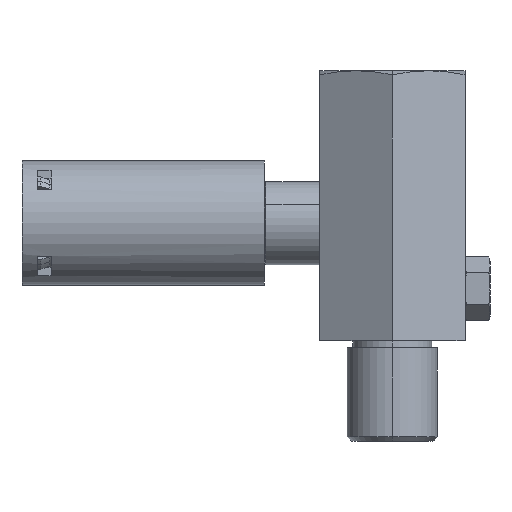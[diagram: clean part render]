
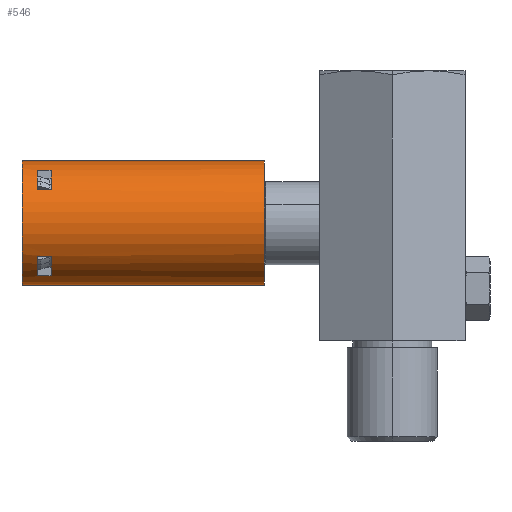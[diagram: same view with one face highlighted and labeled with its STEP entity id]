
A CAD part, top view. The second image highlights one B-rep face of the part: STEP entity #546.
In plain terms, the highlighted cylindrical face has radius 9 mm (diameter 18 mm), a partial arc.
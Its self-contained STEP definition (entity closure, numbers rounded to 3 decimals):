
#546=ADVANCED_FACE('',(#1208,#1209,#1210),#1211,.T.);
#1208=FACE_OUTER_BOUND('',#1998,.T.);
#1209=FACE_BOUND('',#1999,.T.);
#1210=FACE_BOUND('',#2000,.T.);
#1211=CYLINDRICAL_SURFACE('',#2001,9.0);
#1998=EDGE_LOOP('',(#3531,#3532,#3533,#3534));
#1999=EDGE_LOOP('',(#3535,#3536,#3537,#3538));
#2000=EDGE_LOOP('',(#3539,#3540,#3541,#3542));
#2001=AXIS2_PLACEMENT_3D('',#3543,#3544,#3545);
#3531=ORIENTED_EDGE('',*,*,#4944,.F.);
#3532=ORIENTED_EDGE('',*,*,#4948,.F.);
#3533=ORIENTED_EDGE('',*,*,#4946,.T.);
#3534=ORIENTED_EDGE('',*,*,#4949,.T.);
#3535=ORIENTED_EDGE('',*,*,#4950,.F.);
#3536=ORIENTED_EDGE('',*,*,#4951,.T.);
#3537=ORIENTED_EDGE('',*,*,#4952,.T.);
#3538=ORIENTED_EDGE('',*,*,#4953,.F.);
#3539=ORIENTED_EDGE('',*,*,#4954,.F.);
#3540=ORIENTED_EDGE('',*,*,#4955,.T.);
#3541=ORIENTED_EDGE('',*,*,#4956,.T.);
#3542=ORIENTED_EDGE('',*,*,#4957,.F.);
#3543=CARTESIAN_POINT('',(-19.5,17.0,0.));
#3544=DIRECTION('',(-1.0,0.,0.));
#3545=DIRECTION('',(0.,1.0,0.));
#4944=EDGE_CURVE('',#5955,#5958,#5959,.T.);
#4946=EDGE_CURVE('',#5956,#5960,#5962,.T.);
#4948=EDGE_CURVE('',#5956,#5955,#5964,.T.);
#4949=EDGE_CURVE('',#5960,#5958,#5965,.T.);
#4950=EDGE_CURVE('',#5966,#5967,#5968,.T.);
#4951=EDGE_CURVE('',#5966,#5969,#5970,.T.);
#4952=EDGE_CURVE('',#5969,#5971,#5972,.T.);
#4953=EDGE_CURVE('',#5967,#5971,#5973,.T.);
#4954=EDGE_CURVE('',#5974,#5975,#5976,.T.);
#4955=EDGE_CURVE('',#5974,#5977,#5978,.T.);
#4956=EDGE_CURVE('',#5977,#5979,#5980,.T.);
#4957=EDGE_CURVE('',#5975,#5979,#5981,.T.);
#5955=VERTEX_POINT('',#8163);
#5956=VERTEX_POINT('',#8164);
#5958=VERTEX_POINT('',#8166);
#5959=LINE('',#8167,#8168);
#5960=VERTEX_POINT('',#8169);
#5962=LINE('',#8171,#8172);
#5964=CIRCLE('',#8174,9.0);
#5965=CIRCLE('',#8175,9.0);
#5966=VERTEX_POINT('',#8176);
#5967=VERTEX_POINT('',#8177);
#5968=CIRCLE('',#8178,9.0);
#5969=VERTEX_POINT('',#8179);
#5970=LINE('',#8180,#8181);
#5971=VERTEX_POINT('',#8182);
#5972=CIRCLE('',#8183,9.0);
#5973=LINE('',#8184,#8185);
#5974=VERTEX_POINT('',#8186);
#5975=VERTEX_POINT('',#8187);
#5976=CIRCLE('',#8188,9.0);
#5977=VERTEX_POINT('',#8189);
#5978=LINE('',#8190,#8191);
#5979=VERTEX_POINT('',#8192);
#5980=CIRCLE('',#8193,9.0);
#5981=LINE('',#8194,#8195);
#8163=CARTESIAN_POINT('',(-18.5,8.0,0.));
#8164=CARTESIAN_POINT('',(-18.5,26.0,0.));
#8166=CARTESIAN_POINT('',(-53.5,8.0,0.));
#8167=CARTESIAN_POINT('',(-19.5,8.0,0.));
#8168=VECTOR('',#9368,1000.0);
#8169=CARTESIAN_POINT('',(-53.5,26.0,0.));
#8171=CARTESIAN_POINT('',(-19.5,26.0,0.));
#8172=VECTOR('',#9372,1000.0);
#8174=AXIS2_PLACEMENT_3D('',#9373,#9374,#9375);
#8175=AXIS2_PLACEMENT_3D('',#9376,#9377,#9378);
#8176=CARTESIAN_POINT('',(-49.3,21.8,7.613));
#8177=CARTESIAN_POINT('',(-49.3,24.613,4.8));
#8178=AXIS2_PLACEMENT_3D('',#9379,#9380,#9381);
#8179=CARTESIAN_POINT('',(-51.3,21.8,7.613));
#8180=CARTESIAN_POINT('',(-19.5,21.8,7.613));
#8181=VECTOR('',#9382,1000.0);
#8182=CARTESIAN_POINT('',(-51.3,24.613,4.8));
#8183=AXIS2_PLACEMENT_3D('',#9383,#9384,#9385);
#8184=CARTESIAN_POINT('',(-19.5,24.613,4.8));
#8185=VECTOR('',#9386,1000.0);
#8186=CARTESIAN_POINT('',(-49.3,9.387,4.8));
#8187=CARTESIAN_POINT('',(-49.3,12.2,7.613));
#8188=AXIS2_PLACEMENT_3D('',#9387,#9388,#9389);
#8189=CARTESIAN_POINT('',(-51.3,9.387,4.8));
#8190=CARTESIAN_POINT('',(-19.5,9.387,4.8));
#8191=VECTOR('',#9390,1000.0);
#8192=CARTESIAN_POINT('',(-51.3,12.2,7.613));
#8193=AXIS2_PLACEMENT_3D('',#9391,#9392,#9393);
#8194=CARTESIAN_POINT('',(-19.5,12.2,7.613));
#8195=VECTOR('',#9394,1000.0);
#9368=DIRECTION('',(-1.0,0.,0.));
#9372=DIRECTION('',(-1.0,0.,0.));
#9373=CARTESIAN_POINT('',(-18.5,17.0,0.0));
#9374=DIRECTION('',(1.0,0.,0.));
#9375=DIRECTION('',(0.,-1.0,0.));
#9376=CARTESIAN_POINT('',(-53.5,17.0,0.));
#9377=DIRECTION('',(1.0,0.,0.));
#9378=DIRECTION('',(0.,-1.0,0.));
#9379=CARTESIAN_POINT('',(-49.3,17.0,0.));
#9380=DIRECTION('',(-1.0,0.,0.));
#9381=DIRECTION('',(0.,1.0,0.));
#9382=DIRECTION('',(-1.0,0.,0.));
#9383=CARTESIAN_POINT('',(-51.3,17.0,0.));
#9384=DIRECTION('',(-1.0,0.,0.));
#9385=DIRECTION('',(0.,1.0,0.));
#9386=DIRECTION('',(-1.0,0.,0.));
#9387=CARTESIAN_POINT('',(-49.3,17.0,0.));
#9388=DIRECTION('',(-1.0,0.,0.));
#9389=DIRECTION('',(0.,1.0,0.));
#9390=DIRECTION('',(-1.0,0.,0.));
#9391=CARTESIAN_POINT('',(-51.3,17.0,0.));
#9392=DIRECTION('',(-1.0,0.,0.));
#9393=DIRECTION('',(0.,1.0,0.));
#9394=DIRECTION('',(-1.0,0.,0.));
